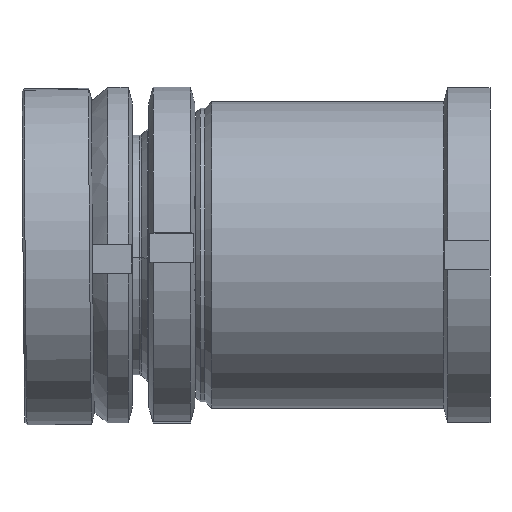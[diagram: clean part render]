
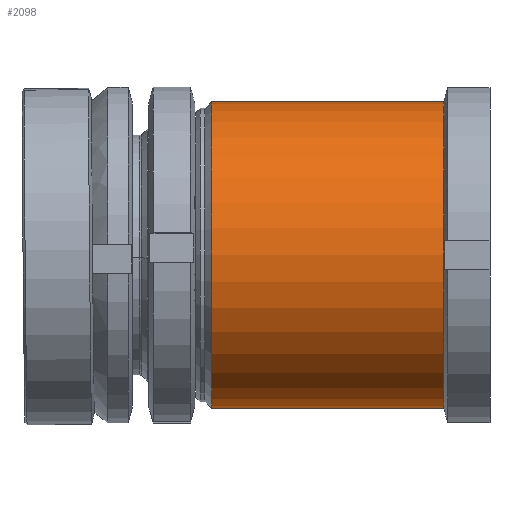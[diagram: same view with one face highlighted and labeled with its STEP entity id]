
A CAD part, left-side view. The second image highlights one B-rep face of the part: STEP entity #2098.
In plain terms, the highlighted cylindrical face has radius 36.5 mm (diameter 73 mm), a partial arc.
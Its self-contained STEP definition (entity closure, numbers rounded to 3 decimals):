
#196 = CIRCLE ( 'NONE', #3007, 36.5 ) ;
#215 = CARTESIAN_POINT ( 'NONE',  ( 0., -59., -36.5 ) ) ;
#744 = CYLINDRICAL_SURFACE ( 'NONE', #1011, 36.5 ) ;
#832 = DIRECTION ( 'NONE',  ( 0., 1., 0. ) ) ;
#852 = FACE_OUTER_BOUND ( 'NONE', #2862, .T. ) ;
#970 = DIRECTION ( 'NONE',  ( 0., 0., 1. ) ) ;
#983 = AXIS2_PLACEMENT_3D ( 'NONE', #3341, #1029, #970 ) ;
#1011 = AXIS2_PLACEMENT_3D ( 'NONE', #2916, #3568, #2800 ) ;
#1029 = DIRECTION ( 'NONE',  ( 0., 1., 0. ) ) ;
#1113 = VECTOR ( 'NONE', #1483, 1000. ) ;
#1150 = CARTESIAN_POINT ( 'NONE',  ( 0., 10.447, -36.5 ) ) ;
#1249 = CARTESIAN_POINT ( 'NONE',  ( 0., 10.447, 36.5 ) ) ;
#1269 = LINE ( 'NONE', #1150, #1113 ) ;
#1312 = VECTOR ( 'NONE', #832, 1000. ) ;
#1365 = ORIENTED_EDGE ( 'NONE', *, *, #3977, .T. ) ;
#1414 = DIRECTION ( 'NONE',  ( 0., 0., 1. ) ) ;
#1483 = DIRECTION ( 'NONE',  ( 0., 1., 0. ) ) ;
#1578 = EDGE_CURVE ( 'NONE', #2636, #2652, #1269, .T. ) ;
#1831 = CARTESIAN_POINT ( 'NONE',  ( 0., -3.8, -36.5 ) ) ;
#1869 = ORIENTED_EDGE ( 'NONE', *, *, #3249, .F. ) ;
#2016 = VERTEX_POINT ( 'NONE', #4239 ) ;
#2032 = VERTEX_POINT ( 'NONE', #3671 ) ;
#2068 = CIRCLE ( 'NONE', #983, 36.5 ) ;
#2098 = ADVANCED_FACE ( 'NONE', ( #852 ), #744, .T. ) ;
#2205 = EDGE_CURVE ( 'NONE', #2016, #2032, #3072, .T. ) ;
#2568 = ORIENTED_EDGE ( 'NONE', *, *, #1578, .F. ) ;
#2636 = VERTEX_POINT ( 'NONE', #215 ) ;
#2652 = VERTEX_POINT ( 'NONE', #1831 ) ;
#2715 = CARTESIAN_POINT ( 'NONE',  ( 0., -59., 0. ) ) ;
#2800 = DIRECTION ( 'NONE',  ( 0., 0., 1. ) ) ;
#2862 = EDGE_LOOP ( 'NONE', ( #2568, #1365, #2899, #1869 ) ) ;
#2899 = ORIENTED_EDGE ( 'NONE', *, *, #2205, .T. ) ;
#2916 = CARTESIAN_POINT ( 'NONE',  ( 0., 10.447, 0. ) ) ;
#3007 = AXIS2_PLACEMENT_3D ( 'NONE', #2715, #3782, #1414 ) ;
#3072 = LINE ( 'NONE', #1249, #1312 ) ;
#3249 = EDGE_CURVE ( 'NONE', #2652, #2032, #2068, .T. ) ;
#3341 = CARTESIAN_POINT ( 'NONE',  ( 0., -3.8, 0. ) ) ;
#3568 = DIRECTION ( 'NONE',  ( 0., 1., 0. ) ) ;
#3671 = CARTESIAN_POINT ( 'NONE',  ( 0., -3.8, 36.5 ) ) ;
#3782 = DIRECTION ( 'NONE',  ( 0., 1., 0. ) ) ;
#3977 = EDGE_CURVE ( 'NONE', #2636, #2016, #196, .T. ) ;
#4239 = CARTESIAN_POINT ( 'NONE',  ( 0., -59., 36.5 ) ) ;
